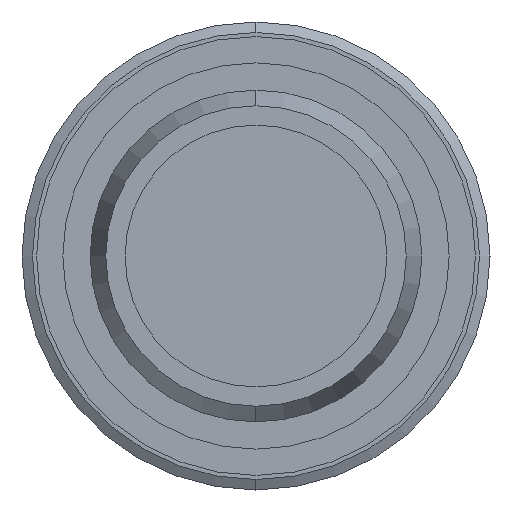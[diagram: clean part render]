
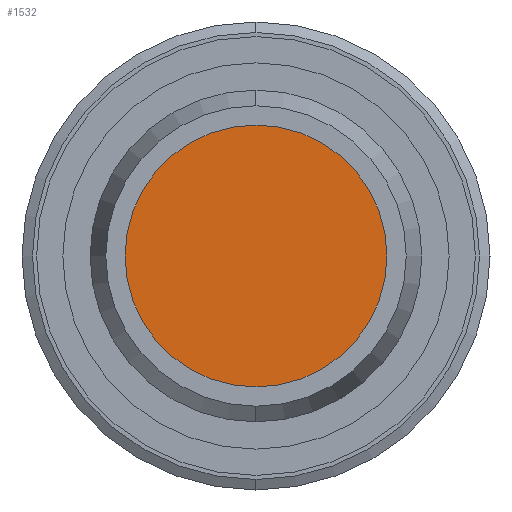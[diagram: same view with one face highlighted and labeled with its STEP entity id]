
A CAD part, left-side view. The second image highlights one B-rep face of the part: STEP entity #1532.
In plain terms, the highlighted planar face has unit normal (-1, 0, 0).
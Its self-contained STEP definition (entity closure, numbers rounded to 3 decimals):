
#23 = VERTEX_POINT ( 'NONE', #1460 ) ;
#531 = AXIS2_PLACEMENT_3D ( 'NONE', #1229, #1001, #1698 ) ;
#712 = FACE_OUTER_BOUND ( 'NONE', #2648, .T. ) ;
#904 = DIRECTION ( 'NONE',  ( 0., 0., 1. ) ) ;
#910 = VERTEX_POINT ( 'NONE', #1245 ) ;
#1001 = DIRECTION ( 'NONE',  ( -1., 0., 0. ) ) ;
#1108 = ORIENTED_EDGE ( 'NONE', *, *, #2724, .T. ) ;
#1220 = PLANE ( 'NONE',  #531 ) ;
#1229 = CARTESIAN_POINT ( 'NONE',  ( -7.199, 0., 0. ) ) ;
#1245 = CARTESIAN_POINT ( 'NONE',  ( -7.199, 2.874, 3.75 ) ) ;
#1444 = DIRECTION ( 'NONE',  ( -1., 0., 0. ) ) ;
#1460 = CARTESIAN_POINT ( 'NONE',  ( -7.199, 2.874, -3.75 ) ) ;
#1532 = ADVANCED_FACE ( 'NONE', ( #712 ), #1220, .T. ) ;
#1698 = DIRECTION ( 'NONE',  ( 0., 0., 1. ) ) ;
#1740 = EDGE_CURVE ( 'NONE', #910, #23, #2269, .T. ) ;
#1769 = AXIS2_PLACEMENT_3D ( 'NONE', #2028, #2205, #904 ) ;
#2028 = CARTESIAN_POINT ( 'NONE',  ( -7.199, 2.874, 0. ) ) ;
#2085 = CIRCLE ( 'NONE', #2629, 3.75 ) ;
#2205 = DIRECTION ( 'NONE',  ( -1., 0., 0. ) ) ;
#2269 = CIRCLE ( 'NONE', #1769, 3.75 ) ;
#2380 = ORIENTED_EDGE ( 'NONE', *, *, #1740, .T. ) ;
#2629 = AXIS2_PLACEMENT_3D ( 'NONE', #2778, #1444, #2754 ) ;
#2648 = EDGE_LOOP ( 'NONE', ( #2380, #1108 ) ) ;
#2724 = EDGE_CURVE ( 'NONE', #23, #910, #2085, .T. ) ;
#2754 = DIRECTION ( 'NONE',  ( 0., 0., 1. ) ) ;
#2778 = CARTESIAN_POINT ( 'NONE',  ( -7.199, 2.874, 0. ) ) ;
